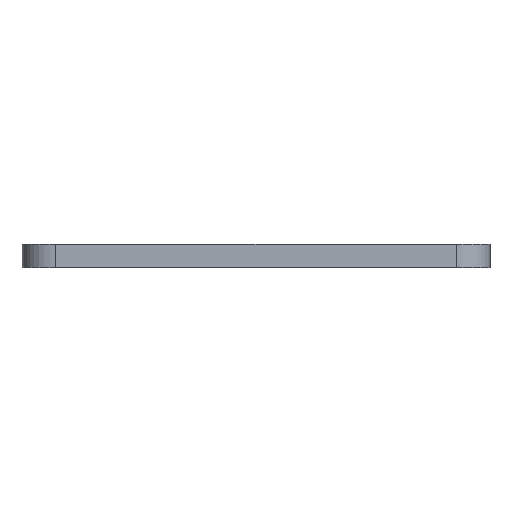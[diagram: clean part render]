
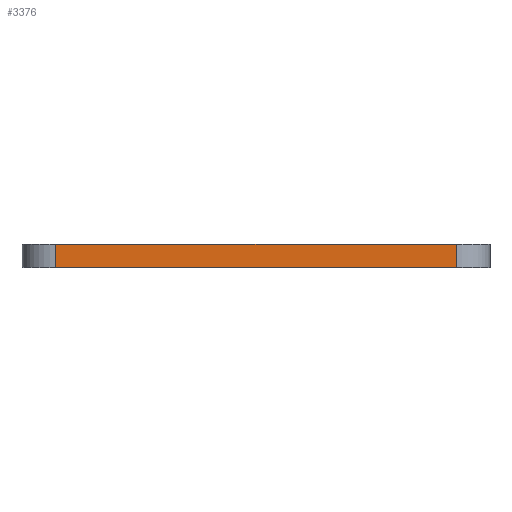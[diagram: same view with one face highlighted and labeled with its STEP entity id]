
A CAD part, top view. The second image highlights one B-rep face of the part: STEP entity #3376.
In plain terms, the highlighted planar face has unit normal (0, 0, 1).
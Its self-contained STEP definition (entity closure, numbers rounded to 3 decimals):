
#362=FACE_OUTER_BOUND('',#562,.T.);
#562=EDGE_LOOP('',(#2996,#2997,#2998,#2999));
#914=LINE('',#5965,#1223);
#974=LINE('',#6172,#1283);
#984=LINE('',#6199,#1293);
#985=LINE('',#6201,#1294);
#1223=VECTOR('',#4048,9.95);
#1283=VECTOR('',#4236,9.95);
#1293=VECTOR('',#4266,10.);
#1294=VECTOR('',#4269,9.95);
#1565=VERTEX_POINT('',#5962);
#1566=VERTEX_POINT('',#5964);
#1649=VERTEX_POINT('',#6171);
#1656=VERTEX_POINT('',#6197);
#2003=EDGE_CURVE('',#1565,#1566,#914,.T.);
#2114=EDGE_CURVE('',#1566,#1649,#974,.T.);
#2128=EDGE_CURVE('',#1656,#1565,#984,.T.);
#2129=EDGE_CURVE('',#1649,#1656,#985,.T.);
#2996=ORIENTED_EDGE('',*,*,#2128,.F.);
#2997=ORIENTED_EDGE('',*,*,#2129,.F.);
#2998=ORIENTED_EDGE('',*,*,#2114,.F.);
#2999=ORIENTED_EDGE('',*,*,#2003,.F.);
#3221=PLANE('',#3601);
#3376=ADVANCED_FACE('',(#362),#3221,.T.);
#3601=AXIS2_PLACEMENT_3D('',#6200,#4267,#4268);
#4048=DIRECTION('',(-1.,0.,0.));
#4236=DIRECTION('',(0.,1.,0.));
#4266=DIRECTION('',(0.,-1.,0.));
#4267=DIRECTION('center_axis',(0.,0.,1.));
#4268=DIRECTION('ref_axis',(1.,0.,0.));
#4269=DIRECTION('',(1.,0.,0.));
#5962=CARTESIAN_POINT('',(60.124,-1.,68.091));
#5964=CARTESIAN_POINT('',(-60.669,-1.,68.091));
#5965=CARTESIAN_POINT('',(-70.918,-1.,68.091));
#6171=CARTESIAN_POINT('',(-60.669,5.97,68.091));
#6172=CARTESIAN_POINT('',(-60.669,0.,68.091));
#6197=CARTESIAN_POINT('',(60.124,5.97,68.091));
#6199=CARTESIAN_POINT('',(60.124,0.,68.091));
#6200=CARTESIAN_POINT('Origin',(-60.669,0.,68.091));
#6201=CARTESIAN_POINT('',(-70.918,5.97,68.091));
